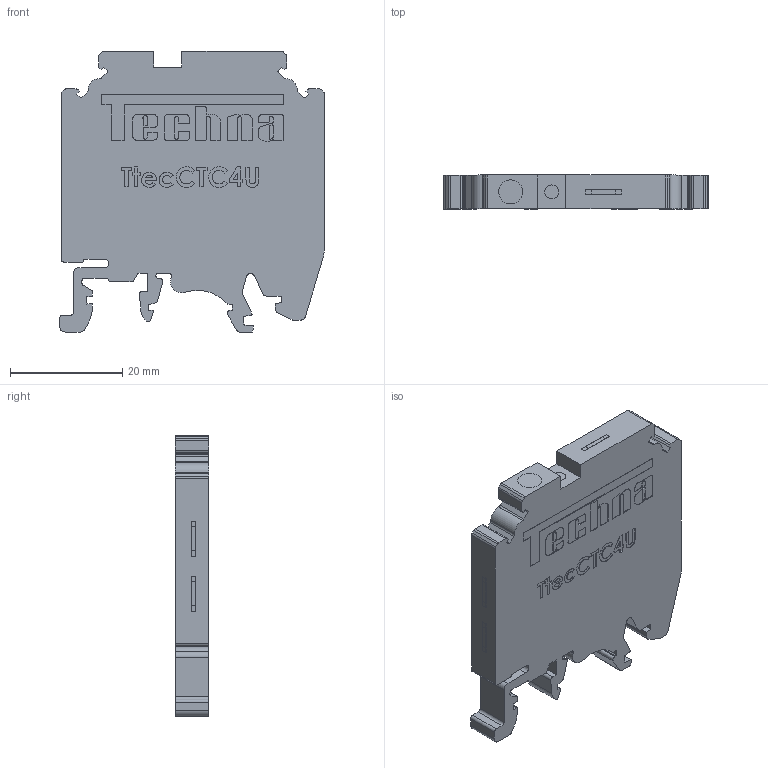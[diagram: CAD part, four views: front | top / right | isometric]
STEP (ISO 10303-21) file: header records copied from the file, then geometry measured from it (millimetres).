
FILE_DESCRIPTION (( 'STEP AP214' ), '1' );
FILE_NAME ('TtecCTC4U.STEP', '2020-07-06T13:22:34', ( '' ), ( '' ), 'SwSTEP 2.0', 'SolidWorks 2020', '' );
FILE_SCHEMA (( 'AUTOMOTIVE_DESIGN' ));
Length unit declared in the file: millimetre
Products named in the file (1): TtecCTC4U
Bounding box: 47.25 x 6 x 50.2 mm (x, y, z)
Volume: 11568.7 mm3; surface area: 5628.5 mm2
Topology: 1 solids, 1 shells, 679 faces, 1896 edges, 1264 vertices
Faces by surface type: plane 405, cylinder 200, bspline 74
Entity records: 31630 total; most frequent: CARTESIAN_POINT 8922, ORIENTED_EDGE 3792, DIRECTION 3360, EDGE_CURVE 1896, LINE 1348, VECTOR 1348, VERTEX_POINT 1264, AXIS2_PLACEMENT_3D 1006
